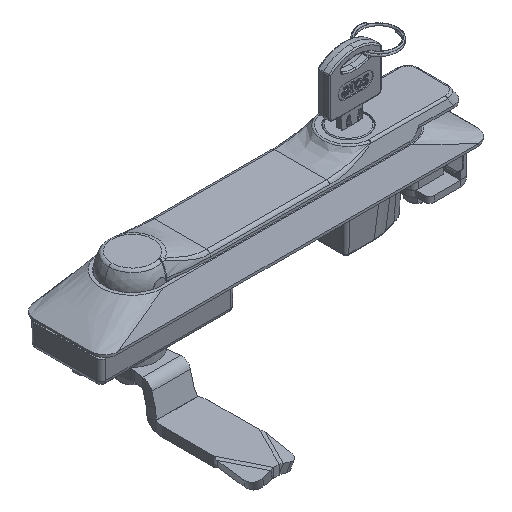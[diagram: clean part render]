
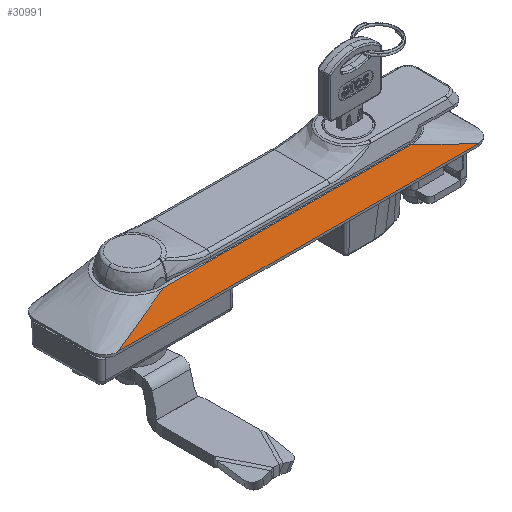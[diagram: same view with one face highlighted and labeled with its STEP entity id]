
A CAD part, isometric view. The second image highlights one B-rep face of the part: STEP entity #30991.
In plain terms, the highlighted free-form (B-spline) face has degree [1, 1] with [2, 2] control points.
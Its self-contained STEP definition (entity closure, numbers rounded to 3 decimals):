
#485 = VERTEX_POINT ( 'NONE', #6777 ) ;
#499 = FACE_OUTER_BOUND ( 'NONE', #15954, .T. ) ;
#2449 = CARTESIAN_POINT ( 'NONE',  ( 18.709, -17.5, 0. ) ) ;
#3445 = CARTESIAN_POINT ( 'NONE',  ( -81.25, -17.5, 0. ) ) ;
#3570 = CARTESIAN_POINT ( 'NONE',  ( 68.75, -17.5, 0. ) ) ;
#3834 = CARTESIAN_POINT ( 'NONE',  ( -63.625, -14.125, 6.75 ) ) ;
#3982 = CARTESIAN_POINT ( 'NONE',  ( 45.25, -13., 9. ) ) ;
#6607 = CARTESIAN_POINT ( 'NONE',  ( -75.375, -16.375, 2.25 ) ) ;
#6777 = CARTESIAN_POINT ( 'NONE',  ( 68.75, -17.5, 0. ) ) ;
#7219 = VERTEX_POINT ( 'NONE', #3982 ) ;
#7689 = EDGE_CURVE ( 'NONE', #7219, #485, #27670, .T. ) ;
#8595 = CARTESIAN_POINT ( 'NONE',  ( 57., -15.25, 4.5 ) ) ;
#8724 = B_SPLINE_SURFACE_WITH_KNOTS ( 'NONE', 1, 1, ( 
 ( #11229, #3445 ),
 ( #29095, #31877 ) ),
 .UNSPECIFIED., .F., .F., .F.,
 ( 2, 2 ),
 ( 2, 2 ),
 ( 0., 1. ),
 ( 0., 1. ),
 .UNSPECIFIED. ) ;
#9110 = CARTESIAN_POINT ( 'NONE',  ( 45.25, -13., 9. ) ) ;
#9672 = EDGE_CURVE ( 'NONE', #31692, #29495, #16780, .T. ) ;
#10471 = EDGE_CURVE ( 'NONE', #29495, #7219, #30116, .T. ) ;
#10604 = ORIENTED_EDGE ( 'NONE', *, *, #16638, .F. ) ;
#11229 = CARTESIAN_POINT ( 'NONE',  ( -57.75, -13., 9. ) ) ;
#12696 = ORIENTED_EDGE ( 'NONE', *, *, #9672, .F. ) ;
#12948 = B_SPLINE_CURVE_WITH_KNOTS ( 'NONE', 3,
 ( #20978, #18207, #2449, #28945 ),
 .UNSPECIFIED., .F., .F.,
 ( 4, 4 ),
 ( 0., 1. ),
 .UNSPECIFIED. ) ;
#13792 = CARTESIAN_POINT ( 'NONE',  ( 66.792, -17.125, 0.75 ) ) ;
#14058 = CARTESIAN_POINT ( 'NONE',  ( -59.708, -13.375, 8.25 ) ) ;
#15058 = ORIENTED_EDGE ( 'NONE', *, *, #10471, .F. ) ;
#15479 = CARTESIAN_POINT ( 'NONE',  ( -23.417, -13., 9. ) ) ;
#15954 = EDGE_LOOP ( 'NONE', ( #15058, #12696, #10604, #22053 ) ) ;
#16638 = EDGE_CURVE ( 'NONE', #485, #31692, #12948, .T. ) ;
#16780 = B_SPLINE_CURVE_WITH_KNOTS ( 'NONE', 3,
 ( #19767, #16999, #6607, #27558, #3834, #14058, #24962 ),
 .UNSPECIFIED., .F., .F.,
 ( 4, 1, 1, 1, 4 ),
 ( 0., 0.25, 0.5, 0.75, 1. ),
 .UNSPECIFIED. ) ;
#16999 = CARTESIAN_POINT ( 'NONE',  ( -79.292, -17.125, 0.75 ) ) ;
#17895 = CARTESIAN_POINT ( 'NONE',  ( 10.917, -13., 9. ) ) ;
#18207 = CARTESIAN_POINT ( 'NONE',  ( 68.709, -17.5, 0. ) ) ;
#18602 = CARTESIAN_POINT ( 'NONE',  ( -57.75, -13., 9. ) ) ;
#18993 = CARTESIAN_POINT ( 'NONE',  ( 47.208, -13.375, 8.25 ) ) ;
#19767 = CARTESIAN_POINT ( 'NONE',  ( -81.25, -17.5, 0. ) ) ;
#20322 = CARTESIAN_POINT ( 'NONE',  ( 45.25, -13., 9. ) ) ;
#20978 = CARTESIAN_POINT ( 'NONE',  ( 68.75, -17.5, 0. ) ) ;
#22053 = ORIENTED_EDGE ( 'NONE', *, *, #7689, .F. ) ;
#24533 = CARTESIAN_POINT ( 'NONE',  ( 51.125, -14.125, 6.75 ) ) ;
#24962 = CARTESIAN_POINT ( 'NONE',  ( -57.75, -13., 9. ) ) ;
#27558 = CARTESIAN_POINT ( 'NONE',  ( -69.5, -15.25, 4.5 ) ) ;
#27670 = B_SPLINE_CURVE_WITH_KNOTS ( 'NONE', 3,
 ( #9110, #18993, #24533, #8595, #29886, #13792, #3570 ),
 .UNSPECIFIED., .F., .F.,
 ( 4, 1, 1, 1, 4 ),
 ( 0., 0.25, 0.5, 0.75, 1. ),
 .UNSPECIFIED. ) ;
#27704 = CARTESIAN_POINT ( 'NONE',  ( -81.25, -17.5, 0. ) ) ;
#28945 = CARTESIAN_POINT ( 'NONE',  ( -81.25, -17.5, 0. ) ) ;
#29095 = CARTESIAN_POINT ( 'NONE',  ( 45.25, -13., 9. ) ) ;
#29495 = VERTEX_POINT ( 'NONE', #18602 ) ;
#29886 = CARTESIAN_POINT ( 'NONE',  ( 62.875, -16.375, 2.25 ) ) ;
#30116 = B_SPLINE_CURVE_WITH_KNOTS ( 'NONE', 3,
 ( #30890, #15479, #17895, #20322 ),
 .UNSPECIFIED., .F., .F.,
 ( 4, 4 ),
 ( 0., 1. ),
 .UNSPECIFIED. ) ;
#30890 = CARTESIAN_POINT ( 'NONE',  ( -57.75, -13., 9. ) ) ;
#30991 = ADVANCED_FACE ( 'NONE', ( #499 ), #8724, .F. ) ;
#31692 = VERTEX_POINT ( 'NONE', #27704 ) ;
#31877 = CARTESIAN_POINT ( 'NONE',  ( 68.75, -17.5, 0. ) ) ;
